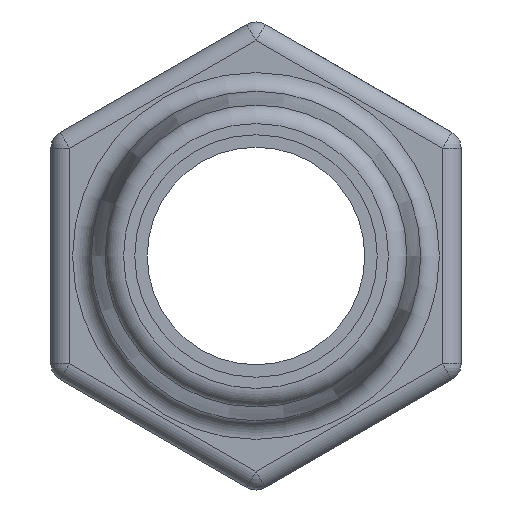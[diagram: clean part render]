
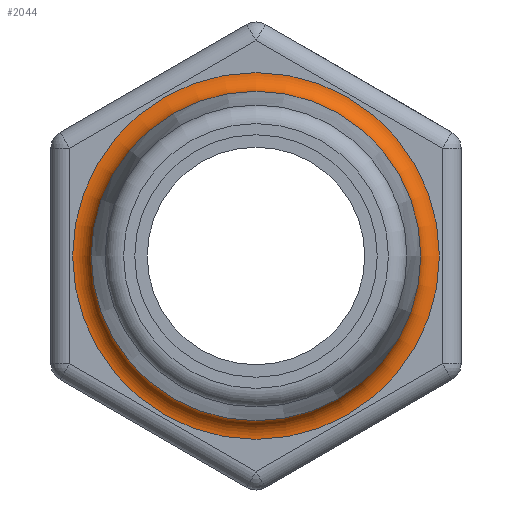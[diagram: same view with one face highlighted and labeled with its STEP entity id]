
A CAD part, left-side view. The second image highlights one B-rep face of the part: STEP entity #2044.
In plain terms, the highlighted toroidal (fillet/blend) face has major radius 7.493 mm and minor radius 0.762 mm.
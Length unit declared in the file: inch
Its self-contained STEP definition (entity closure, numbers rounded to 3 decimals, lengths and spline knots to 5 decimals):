
#27=TOROIDAL_SURFACE($,#2233,0.295,0.03);
#43=FACE_BOUND($,#361,.T.);
#222=FACE_OUTER_BOUND($,#360,.T.);
#360=EDGE_LOOP($,(#1624));
#361=EDGE_LOOP($,(#1625));
#511=CIRCLE($,#2232,0.295);
#512=CIRCLE($,#2234,0.265);
#1010=VERTEX_POINT($,#4000);
#1011=VERTEX_POINT($,#4003);
#1244=EDGE_CURVE($,#1010,#1010,#511,.T.);
#1245=EDGE_CURVE($,#1011,#1011,#512,.T.);
#1624=ORIENTED_EDGE($,*,*,#1245,.T.);
#1625=ORIENTED_EDGE($,*,*,#1244,.T.);
#2044=ADVANCED_FACE($,(#222,#43),#27,.F.);
#2232=AXIS2_PLACEMENT_3D($,#4001,#2555,#2556);
#2233=AXIS2_PLACEMENT_3D($,#4002,#2557,#2558);
#2234=AXIS2_PLACEMENT_3D($,#4004,#2559,#2560);
#2555=DIRECTION('center_axis',(-1.,0.,0.));
#2556=DIRECTION('ref_axis',(0.,-1.,0.));
#2557=DIRECTION('center_axis',(1.,0.,0.));
#2558=DIRECTION('ref_axis',(0.,0.,-1.));
#2559=DIRECTION('center_axis',(1.,0.,0.));
#2560=DIRECTION('ref_axis',(0.,-1.,0.));
#4000=CARTESIAN_POINT('',(1.07,0.295,0.));
#4001=CARTESIAN_POINT('Origin',(1.07,0.,0.));
#4002=CARTESIAN_POINT('Origin',(1.04,0.,0.));
#4003=CARTESIAN_POINT('',(1.04,0.265,0.));
#4004=CARTESIAN_POINT('Origin',(1.04,0.,0.));
